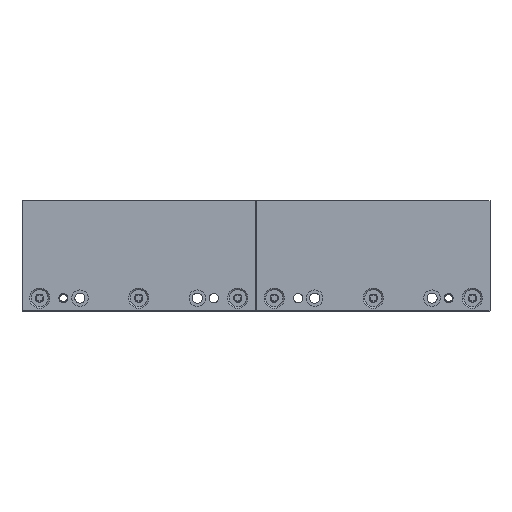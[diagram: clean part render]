
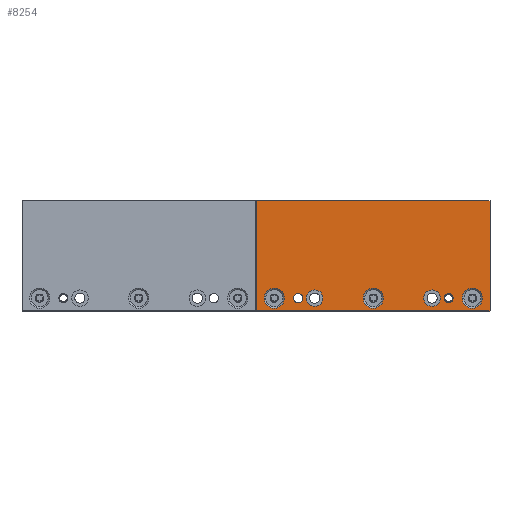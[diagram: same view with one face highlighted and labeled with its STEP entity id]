
A CAD part, top view. The second image highlights one B-rep face of the part: STEP entity #8254.
In plain terms, the highlighted planar face has unit normal (0, 0, 1).
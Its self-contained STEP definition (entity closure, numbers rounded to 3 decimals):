
#127=DIRECTION('',(-1.,0.,0.));
#128=VECTOR('',#127,127.15);
#129=CARTESIAN_POINT('',(127.575,-12.4,14.155));
#130=LINE('',#129,#128);
#131=CARTESIAN_POINT('',(23.,-5.45,14.155));
#132=DIRECTION('',(0.,0.,-1.));
#133=DIRECTION('',(-1.,0.,0.));
#134=AXIS2_PLACEMENT_3D('',#131,#132,#133);
#136=CARTESIAN_POINT('',(23.,-5.45,14.155));
#137=DIRECTION('',(0.,0.,-1.));
#138=DIRECTION('',(1.,0.,0.));
#139=AXIS2_PLACEMENT_3D('',#136,#137,#138);
#141=CARTESIAN_POINT('',(105.,-5.45,14.155));
#142=DIRECTION('',(0.,0.,-1.));
#143=DIRECTION('',(-1.,0.,0.));
#144=AXIS2_PLACEMENT_3D('',#141,#142,#143);
#146=CARTESIAN_POINT('',(105.,-5.45,14.155));
#147=DIRECTION('',(0.,0.,-1.));
#148=DIRECTION('',(1.,0.,0.));
#149=AXIS2_PLACEMENT_3D('',#146,#147,#148);
#151=CARTESIAN_POINT('',(32.,-5.45,14.155));
#152=DIRECTION('',(0.,0.,1.));
#153=DIRECTION('',(-1.,0.,0.));
#154=AXIS2_PLACEMENT_3D('',#151,#152,#153);
#156=CARTESIAN_POINT('',(32.,-5.45,14.155));
#157=DIRECTION('',(0.,0.,1.));
#158=DIRECTION('',(1.,0.,0.));
#159=AXIS2_PLACEMENT_3D('',#156,#157,#158);
#161=CARTESIAN_POINT('',(96.,-5.45,14.155));
#162=DIRECTION('',(0.,0.,1.));
#163=DIRECTION('',(-1.,0.,0.));
#164=AXIS2_PLACEMENT_3D('',#161,#162,#163);
#166=CARTESIAN_POINT('',(96.,-5.45,14.155));
#167=DIRECTION('',(0.,0.,1.));
#168=DIRECTION('',(1.,0.,0.));
#169=AXIS2_PLACEMENT_3D('',#166,#167,#168);
#171=CARTESIAN_POINT('',(10.,-5.45,14.155));
#172=DIRECTION('',(0.,0.,1.));
#173=DIRECTION('',(-1.,0.,0.));
#174=AXIS2_PLACEMENT_3D('',#171,#172,#173);
#176=CARTESIAN_POINT('',(10.,-5.45,14.155));
#177=DIRECTION('',(0.,0.,1.));
#178=DIRECTION('',(1.,0.,0.));
#179=AXIS2_PLACEMENT_3D('',#176,#177,#178);
#181=CARTESIAN_POINT('',(64.,-5.45,14.155));
#182=DIRECTION('',(0.,0.,1.));
#183=DIRECTION('',(-1.,0.,0.));
#184=AXIS2_PLACEMENT_3D('',#181,#182,#183);
#186=CARTESIAN_POINT('',(64.,-5.45,14.155));
#187=DIRECTION('',(0.,0.,1.));
#188=DIRECTION('',(1.,0.,0.));
#189=AXIS2_PLACEMENT_3D('',#186,#187,#188);
#191=CARTESIAN_POINT('',(118.,-5.45,14.155));
#192=DIRECTION('',(0.,0.,1.));
#193=DIRECTION('',(-1.,0.,0.));
#194=AXIS2_PLACEMENT_3D('',#191,#192,#193);
#196=CARTESIAN_POINT('',(118.,-5.45,14.155));
#197=DIRECTION('',(0.,0.,1.));
#198=DIRECTION('',(1.,0.,0.));
#199=AXIS2_PLACEMENT_3D('',#196,#197,#198);
#209=DIRECTION('',(0.,1.,0.));
#210=VECTOR('',#209,60.);
#211=CARTESIAN_POINT('',(127.575,-12.4,14.155));
#212=LINE('',#211,#210);
#4063=DIRECTION('',(0.,1.,0.));
#4064=VECTOR('',#4063,60.);
#4065=CARTESIAN_POINT('',(0.425,-12.4,14.155));
#4066=LINE('',#4065,#4064);
#4071=DIRECTION('',(-1.,0.,0.));
#4072=VECTOR('',#4071,127.15);
#4073=CARTESIAN_POINT('',(127.575,47.6,14.155));
#4074=LINE('',#4073,#4072);
#6765=CARTESIAN_POINT('',(127.575,-12.4,14.155));
#6766=VERTEX_POINT('',#6765);
#6767=CARTESIAN_POINT('',(127.575,47.6,14.155));
#6768=VERTEX_POINT('',#6767);
#6769=CARTESIAN_POINT('',(0.425,-12.4,14.155));
#6770=CARTESIAN_POINT('',(0.425,47.6,14.155));
#6771=VERTEX_POINT('',#6769);
#6772=VERTEX_POINT('',#6770);
#6775=CARTESIAN_POINT('',(27.5,-5.45,14.155));
#6776=CARTESIAN_POINT('',(36.5,-5.45,14.155));
#6777=VERTEX_POINT('',#6775);
#6778=VERTEX_POINT('',#6776);
#6779=CARTESIAN_POINT('',(4.5,-5.45,14.155));
#6780=CARTESIAN_POINT('',(15.5,-5.45,14.155));
#6781=VERTEX_POINT('',#6779);
#6782=VERTEX_POINT('',#6780);
#6783=CARTESIAN_POINT('',(91.5,-5.45,14.155));
#6784=CARTESIAN_POINT('',(100.5,-5.45,14.155));
#6785=VERTEX_POINT('',#6783);
#6786=VERTEX_POINT('',#6784);
#6787=CARTESIAN_POINT('',(58.5,-5.45,14.155));
#6788=CARTESIAN_POINT('',(69.5,-5.45,14.155));
#6789=VERTEX_POINT('',#6787);
#6790=VERTEX_POINT('',#6788);
#6791=CARTESIAN_POINT('',(112.5,-5.45,14.155));
#6792=CARTESIAN_POINT('',(123.5,-5.45,14.155));
#6793=VERTEX_POINT('',#6791);
#6794=VERTEX_POINT('',#6792);
#6799=CARTESIAN_POINT('',(20.5,-5.45,14.155));
#6800=CARTESIAN_POINT('',(25.5,-5.45,14.155));
#6801=VERTEX_POINT('',#6799);
#6802=VERTEX_POINT('',#6800);
#6803=CARTESIAN_POINT('',(102.5,-5.45,14.155));
#6804=CARTESIAN_POINT('',(107.5,-5.45,14.155));
#6805=VERTEX_POINT('',#6803);
#6806=VERTEX_POINT('',#6804);
#8199=CARTESIAN_POINT('',(127.575,-12.4,14.155));
#8200=DIRECTION('',(0.,0.,1.));
#8201=DIRECTION('',(0.,1.,0.));
#8202=AXIS2_PLACEMENT_3D('',#8199,#8200,#8201);
#8203=PLANE('',#8202);
#8205=ORIENTED_EDGE('',*,*,#8204,.F.);
#8207=ORIENTED_EDGE('',*,*,#8206,.T.);
#8209=ORIENTED_EDGE('',*,*,#8208,.T.);
#8211=ORIENTED_EDGE('',*,*,#8210,.F.);
#8212=EDGE_LOOP('',(#8205,#8207,#8209,#8211));
#8213=FACE_OUTER_BOUND('',#8212,.F.);
#8215=ORIENTED_EDGE('',*,*,#8214,.F.);
#8217=ORIENTED_EDGE('',*,*,#8216,.F.);
#8218=EDGE_LOOP('',(#8215,#8217));
#8219=FACE_BOUND('',#8218,.F.);
#8221=ORIENTED_EDGE('',*,*,#8220,.F.);
#8223=ORIENTED_EDGE('',*,*,#8222,.F.);
#8224=EDGE_LOOP('',(#8221,#8223));
#8225=FACE_BOUND('',#8224,.F.);
#8227=ORIENTED_EDGE('',*,*,#8226,.T.);
#8229=ORIENTED_EDGE('',*,*,#8228,.T.);
#8230=EDGE_LOOP('',(#8227,#8229));
#8231=FACE_BOUND('',#8230,.F.);
#8233=ORIENTED_EDGE('',*,*,#8232,.T.);
#8235=ORIENTED_EDGE('',*,*,#8234,.T.);
#8236=EDGE_LOOP('',(#8233,#8235));
#8237=FACE_BOUND('',#8236,.F.);
#8239=ORIENTED_EDGE('',*,*,#8238,.T.);
#8241=ORIENTED_EDGE('',*,*,#8240,.T.);
#8242=EDGE_LOOP('',(#8239,#8241));
#8243=FACE_BOUND('',#8242,.F.);
#8245=ORIENTED_EDGE('',*,*,#8244,.T.);
#8247=ORIENTED_EDGE('',*,*,#8246,.T.);
#8248=EDGE_LOOP('',(#8245,#8247));
#8249=FACE_BOUND('',#8248,.F.);
#8250=ORIENTED_EDGE('',*,*,#8166,.T.);
#8251=ORIENTED_EDGE('',*,*,#8181,.T.);
#8252=EDGE_LOOP('',(#8250,#8251));
#8253=FACE_BOUND('',#8252,.F.);
#135=CIRCLE('',#134,2.5);
#140=CIRCLE('',#139,2.5);
#145=CIRCLE('',#144,2.5);
#150=CIRCLE('',#149,2.5);
#155=CIRCLE('',#154,4.5);
#160=CIRCLE('',#159,4.5);
#165=CIRCLE('',#164,4.5);
#170=CIRCLE('',#169,4.5);
#175=CIRCLE('',#174,5.5);
#180=CIRCLE('',#179,5.5);
#185=CIRCLE('',#184,5.5);
#190=CIRCLE('',#189,5.5);
#195=CIRCLE('',#194,5.5);
#200=CIRCLE('',#199,5.5);
#8166=EDGE_CURVE('',#6793,#6794,#195,.T.);
#8181=EDGE_CURVE('',#6794,#6793,#200,.T.);
#8204=EDGE_CURVE('',#6766,#6768,#212,.T.);
#8206=EDGE_CURVE('',#6766,#6771,#130,.T.);
#8208=EDGE_CURVE('',#6771,#6772,#4066,.T.);
#8210=EDGE_CURVE('',#6768,#6772,#4074,.T.);
#8214=EDGE_CURVE('',#6801,#6802,#135,.T.);
#8216=EDGE_CURVE('',#6802,#6801,#140,.T.);
#8220=EDGE_CURVE('',#6805,#6806,#145,.T.);
#8222=EDGE_CURVE('',#6806,#6805,#150,.T.);
#8226=EDGE_CURVE('',#6777,#6778,#155,.T.);
#8228=EDGE_CURVE('',#6778,#6777,#160,.T.);
#8232=EDGE_CURVE('',#6785,#6786,#165,.T.);
#8234=EDGE_CURVE('',#6786,#6785,#170,.T.);
#8238=EDGE_CURVE('',#6781,#6782,#175,.T.);
#8240=EDGE_CURVE('',#6782,#6781,#180,.T.);
#8244=EDGE_CURVE('',#6789,#6790,#185,.T.);
#8246=EDGE_CURVE('',#6790,#6789,#190,.T.);
#8254=ADVANCED_FACE('',(#8213,#8219,#8225,#8231,#8237,#8243,#8249,#8253),#8203,
.T.);
